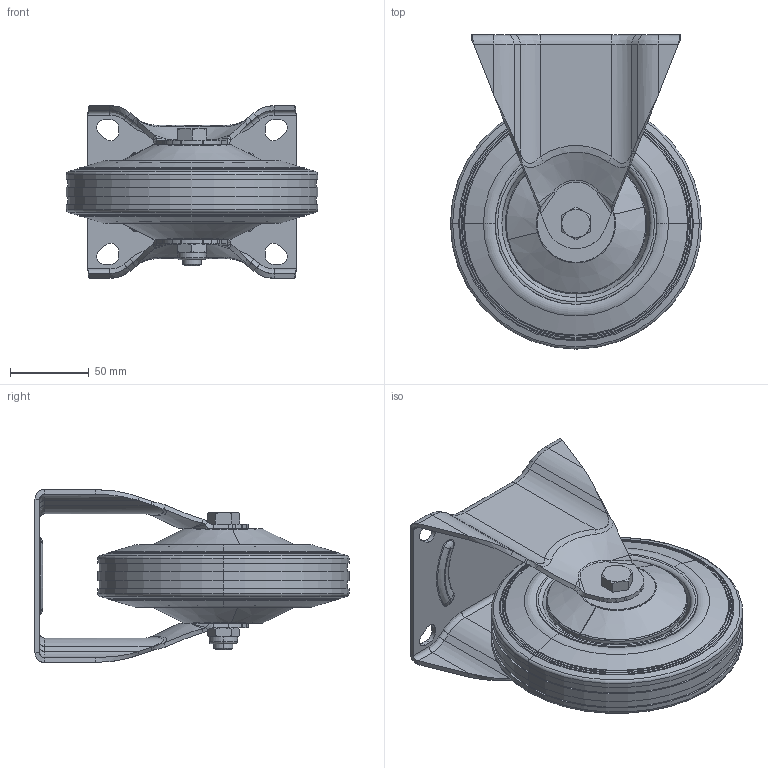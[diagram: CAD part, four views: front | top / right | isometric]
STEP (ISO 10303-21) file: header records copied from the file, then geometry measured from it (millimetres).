
FILE_DESCRIPTION (( 'STEP AP203' ), '1' );
FILE_NAME ('L410.B55.161.step', '2016-11-12T14:50:12', ( 'CAD' ), ( '' ), 'SwSTEP 2.0', 'SolidWorks 2012', '' );
FILE_SCHEMA (( 'CONFIG_CONTROL_DESIGN' ));
Length unit declared in the file: millimetre
Products named in the file (1): L410.B55.161
Bounding box: 160 x 200 x 110 mm (x, y, z)
Volume: 634947.7 mm3; surface area: 236060.7 mm2
Topology: 23 solids, 23 shells, 620 faces, 1372 edges, 822 vertices
Faces by surface type: cylinder 183, plane 152, bspline 125, torus 94, cone 66
Entity records: 22091 total; most frequent: CARTESIAN_POINT 8636, DIRECTION 2875, ORIENTED_EDGE 2744, EDGE_CURVE 1372, AXIS2_PLACEMENT_3D 1228, VERTEX_POINT 822, CIRCLE 732, EDGE_LOOP 708
